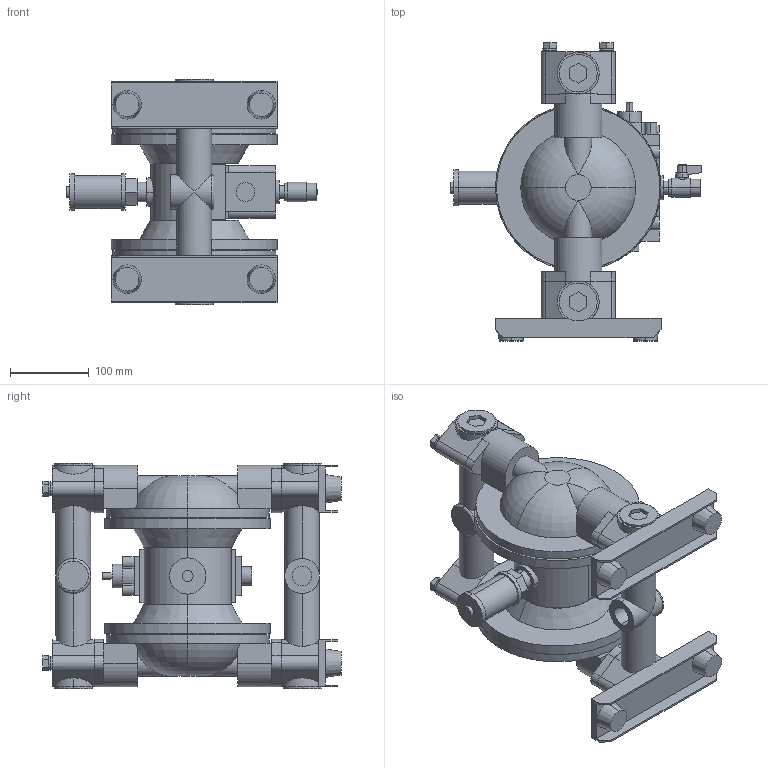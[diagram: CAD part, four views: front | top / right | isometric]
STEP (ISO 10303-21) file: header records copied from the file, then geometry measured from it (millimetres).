
FILE_DESCRIPTION (( 'STEP AP214' ), '1' );
FILE_NAME ('NDP-25BF_.STEP', '2009-03-04T23:53:00', ( ' ' ), ( ' ' ), 'SwSTEP 2.0', 'SolidWorks 2006303', '' );
FILE_SCHEMA (( 'AUTOMOTIVE_DESIGN' ));
Length unit declared in the file: millimetre
Products named in the file (1): NDP-25BF_
Bounding box: 319.32 x 377.8 x 286 mm (x, y, z)
Volume: 6843546.5 mm3; surface area: 548414.4 mm2
Topology: 1 solids, 1 shells, 580 faces, 1509 edges, 973 vertices
Faces by surface type: plane 351, cylinder 205, cone 12, torus 12
Entity records: 18751 total; most frequent: CARTESIAN_POINT 4314, DIRECTION 3058, ORIENTED_EDGE 3018, EDGE_CURVE 1509, AXIS2_PLACEMENT_3D 1082, VERTEX_POINT 973, VECTOR 894, LINE 894
